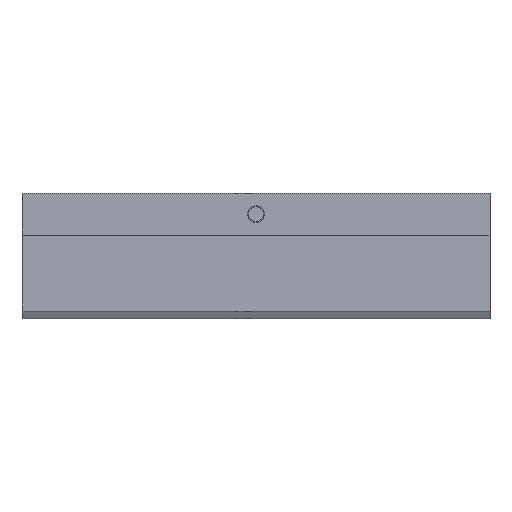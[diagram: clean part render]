
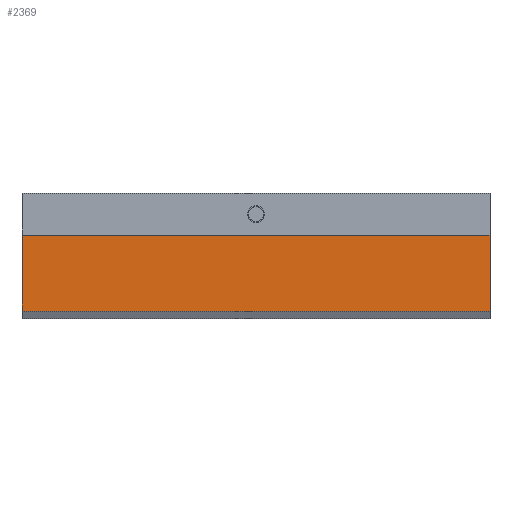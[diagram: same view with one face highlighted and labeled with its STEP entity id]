
A CAD part, front view. The second image highlights one B-rep face of the part: STEP entity #2369.
In plain terms, the highlighted planar face has unit normal (0, -1, 0).
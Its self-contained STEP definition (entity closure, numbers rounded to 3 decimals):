
#13=DIRECTION('',(0.,0.,-1.));
#14=VECTOR('',#13,18.183);
#15=CARTESIAN_POINT('',(-56.,128.,-5.));
#16=LINE('',#15,#14);
#293=DIRECTION('',(-1.,0.,0.));
#294=VECTOR('',#293,10.691);
#295=CARTESIAN_POINT('',(-45.309,128.,-5.));
#296=LINE('',#295,#294);
#301=DIRECTION('',(-1.,0.,0.));
#302=VECTOR('',#301,10.691);
#303=CARTESIAN_POINT('',(56.,128.,-5.));
#304=LINE('',#303,#302);
#543=DIRECTION('',(0.,0.,-1.));
#544=VECTOR('',#543,18.183);
#545=CARTESIAN_POINT('',(56.,128.,-5.));
#546=LINE('',#545,#544);
#757=DIRECTION('',(-1.,0.,0.));
#758=VECTOR('',#757,90.617);
#759=CARTESIAN_POINT('',(45.309,128.,-5.));
#760=LINE('',#759,#758);
#761=DIRECTION('',(1.,0.,0.));
#762=VECTOR('',#761,112.);
#763=CARTESIAN_POINT('',(-56.,128.,-23.183));
#764=LINE('',#763,#762);
#1262=CARTESIAN_POINT('',(-56.,128.,-5.));
#1263=VERTEX_POINT('',#1262);
#1274=CARTESIAN_POINT('',(56.,128.,-5.));
#1275=VERTEX_POINT('',#1274);
#1504=CARTESIAN_POINT('',(-56.,128.,-23.183));
#1505=VERTEX_POINT('',#1504);
#1506=CARTESIAN_POINT('',(56.,128.,-23.183));
#1507=VERTEX_POINT('',#1506);
#1508=CARTESIAN_POINT('',(45.309,128.,-5.));
#1510=VERTEX_POINT('',#1508);
#1514=CARTESIAN_POINT('',(-45.309,128.,-5.));
#1515=VERTEX_POINT('',#1514);
#2355=CARTESIAN_POINT('',(-56.,128.,-5.));
#2356=DIRECTION('',(0.,-1.,0.));
#2357=DIRECTION('',(0.,0.,-1.));
#2358=AXIS2_PLACEMENT_3D('',#2355,#2356,#2357);
#2359=PLANE('',#2358);
#2360=ORIENTED_EDGE('',*,*,#1785,.F.);
#2361=ORIENTED_EDGE('',*,*,#2150,.T.);
#2363=ORIENTED_EDGE('',*,*,#2362,.F.);
#2364=ORIENTED_EDGE('',*,*,#1588,.F.);
#2365=ORIENTED_EDGE('',*,*,#1778,.F.);
#2366=ORIENTED_EDGE('',*,*,#2348,.F.);
#2367=EDGE_LOOP('',(#2360,#2361,#2363,#2364,#2365,#2366));
#2368=FACE_OUTER_BOUND('',#2367,.F.);
#2369=ADVANCED_FACE('',(#2368),#2359,.T.);
#1588=EDGE_CURVE('',#1263,#1505,#16,.T.);
#1778=EDGE_CURVE('',#1515,#1263,#296,.T.);
#1785=EDGE_CURVE('',#1275,#1510,#304,.T.);
#2150=EDGE_CURVE('',#1275,#1507,#546,.T.);
#2348=EDGE_CURVE('',#1510,#1515,#760,.T.);
#2362=EDGE_CURVE('',#1505,#1507,#764,.T.);
